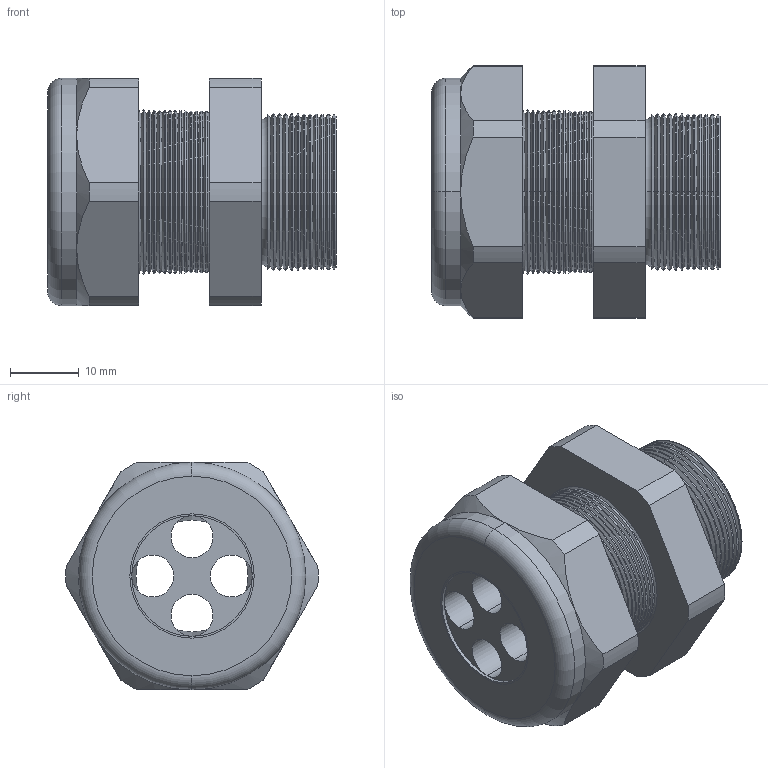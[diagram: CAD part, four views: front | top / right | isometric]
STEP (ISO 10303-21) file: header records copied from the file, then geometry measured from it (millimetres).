
FILE_DESCRIPTION (( 'STEP AP203' ), '1' );
FILE_NAME ('CD25M1-BK.STEP', '2008-11-06T11:47:29', ( 'bay06' ), ( '' ), 'SwSTEP 2.0', 'SolidWorks 2007', '' );
FILE_SCHEMA (( 'CONFIG_CONTROL_DESIGN' ));
Length unit declared in the file: inch
Products named in the file (1): CD25M1-BK
Bounding box: 41.91 x 36.64 x 33.02 mm (x, y, z)
Volume: 18538.1 mm3; surface area: 11089 mm2
Topology: 2 solids, 2 shells, 214 faces, 454 edges, 248 vertices
Faces by surface type: cone 160, cylinder 28, plane 20, torus 6
Entity records: 5797 total; most frequent: DIRECTION 1102, CARTESIAN_POINT 1005, ORIENTED_EDGE 908, EDGE_CURVE 454, AXIS2_PLACEMENT_3D 445, VERTEX_POINT 248, CIRCLE 230, EDGE_LOOP 228
